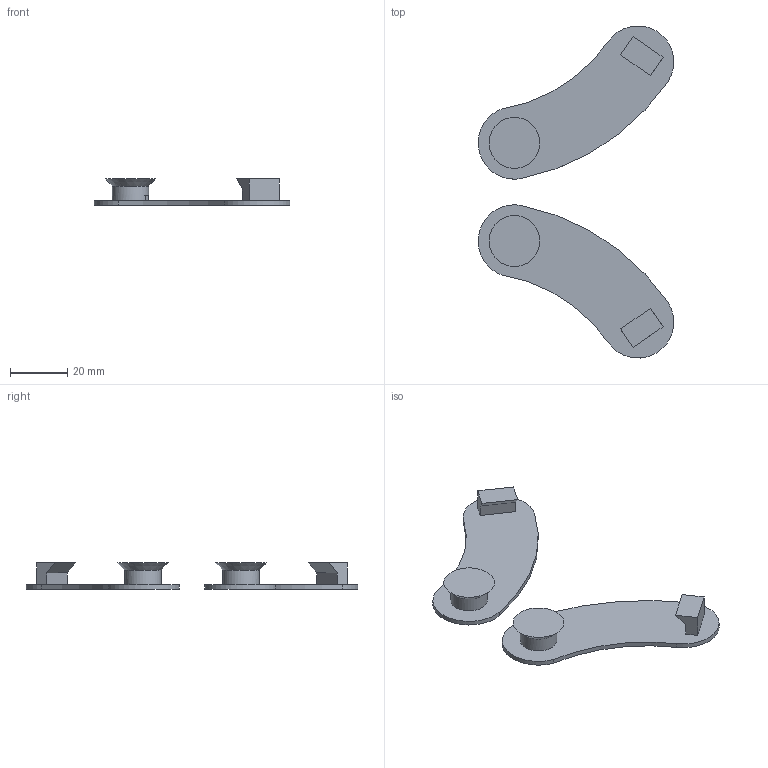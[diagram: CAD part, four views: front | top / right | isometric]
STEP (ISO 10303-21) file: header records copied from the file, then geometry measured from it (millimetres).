
FILE_DESCRIPTION(/* description */ ('Alibre Inc.'),/* implementation_level */ '2;1');
FILE_NAME(/* name */ 'export0',/* time_stamp */ '2013-09-08T12:21:14-04:00',/* author */ (''),/* organization */ (''),/* preprocessor_version */ 'ST-DEVELOPER v14',/* originating_system */ 'Alibre',/* authorisation */ '');
FILE_SCHEMA (('CONFIG_CONTROL_DESIGN'));
Length unit declared in the file: centimetre
Products named in the file (1): ID_1
Bounding box: 68.32 x 116.06 x 9.21 mm (x, y, z)
Volume: 8941 mm3; surface area: 9702.1 mm2
Topology: 2 solids, 2 shells, 38 faces, 88 edges, 58 vertices
Faces by surface type: plane 26, cylinder 10, cone 2
Full cylindrical faces by diameter (mm): 12.7 x2
Entity records: 1087 total; most frequent: CARTESIAN_POINT 173, ORIENTED_EDGE 164, DIRECTION 153, EDGE_CURVE 82, AXIS2_PLACEMENT_3D 59, VECTOR 58, LINE 58, VERTEX_POINT 56
